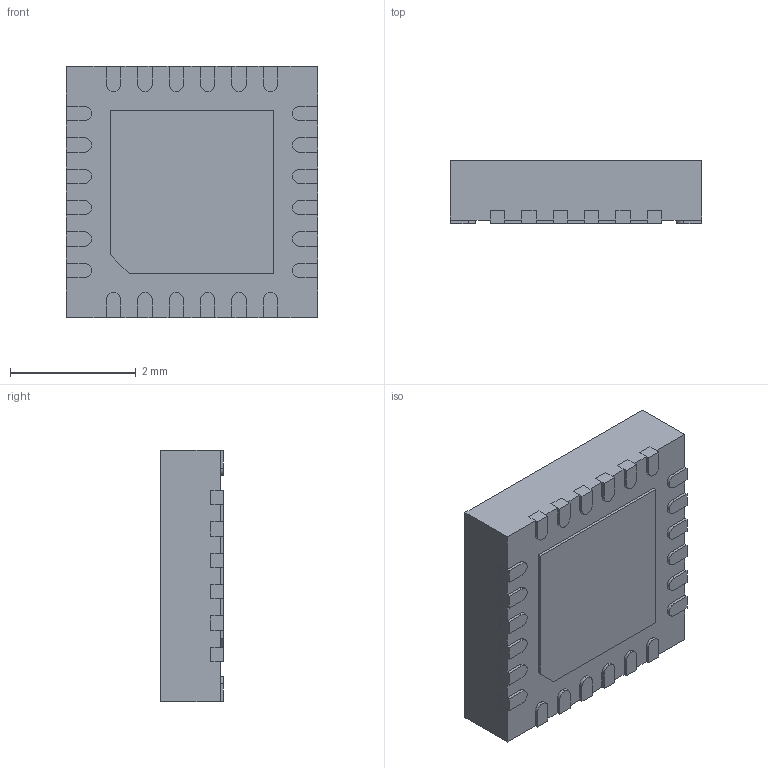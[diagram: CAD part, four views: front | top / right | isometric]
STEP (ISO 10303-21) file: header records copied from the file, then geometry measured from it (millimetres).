
FILE_DESCRIPTION (( 'STEP AP214' ), '1' );
FILE_NAME ('STM32F413CHU6.STEP', '2019-05-10T01:07:28', ( '' ), ( '' ), 'SwSTEP 2.0', 'SolidWorks 2017', '' );
FILE_SCHEMA (( 'AUTOMOTIVE_DESIGN' ));
Length unit declared in the file: millimetre
Products named in the file (1): STM32F413CHU6
Bounding box: 4 x 1 x 4 mm (x, y, z)
Volume: 15.6 mm3; surface area: 76.5 mm2
Topology: 26 solids, 26 shells, 274 faces, 660 edges, 440 vertices
Faces by surface type: plane 212, cylinder 62
Entity records: 8187 total; most frequent: CARTESIAN_POINT 1375, DIRECTION 1334, ORIENTED_EDGE 1320, EDGE_CURVE 660, VECTOR 536, LINE 536, VERTEX_POINT 440, AXIS2_PLACEMENT_3D 399
